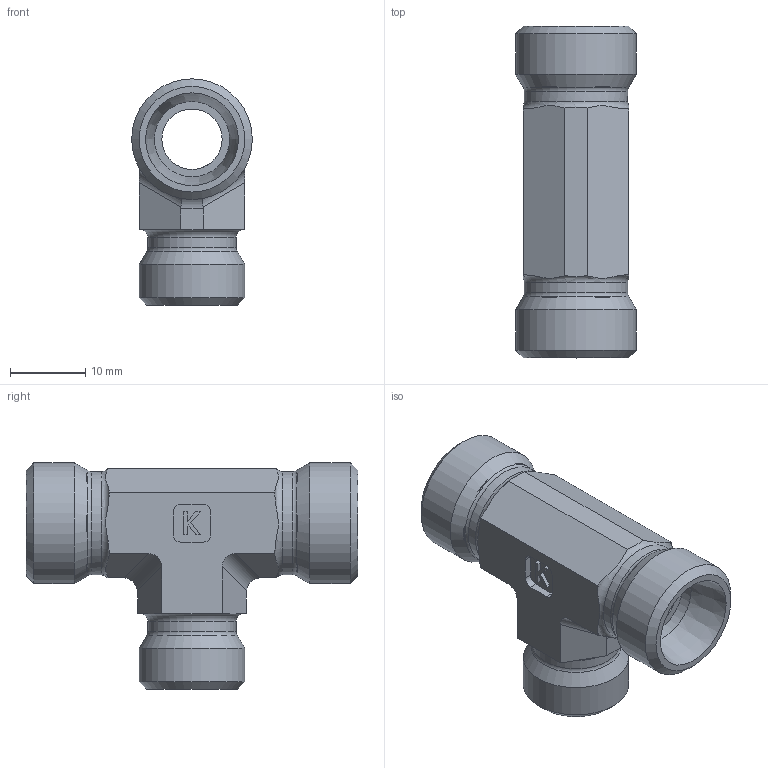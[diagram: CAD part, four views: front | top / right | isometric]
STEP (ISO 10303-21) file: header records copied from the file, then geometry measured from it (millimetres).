
FILE_DESCRIPTION((''),'2;1');
FILE_NAME('374101008.stp','2014-08-13T15:45:30',(''),('KNOMI spol. s r. o.'),'Autodesk Inventor 2012','Autodesk Inventor 2012','');
FILE_SCHEMA(('AUTOMOTIVE_DESIGN { 1 2 10303 214 0 1 1 1 }'));
Length unit declared in the file: millimetre
Products named in the file (1): TS2 10/10/08L M16/M16/M14
Bounding box: 16 x 44 x 30 mm (x, y, z)
Volume: 6449.9 mm3; surface area: 4614.7 mm2
Topology: 1 solids, 1 shells, 110 faces, 264 edges, 173 vertices
Faces by surface type: plane 74, cylinder 21, cone 9, torus 6
Full cylindrical faces by diameter (mm): 6 x1, 8 x2, 10 x2, 11.7 x1, 13.7 x2, 14 x1, 16 x2
Entity records: 3112 total; most frequent: CARTESIAN_POINT 699, DIRECTION 492, ORIENTED_EDGE 450, EDGE_CURVE 225, AXIS2_PLACEMENT_3D 186, VERTEX_POINT 161, EDGE_LOOP 158, VECTOR 120
